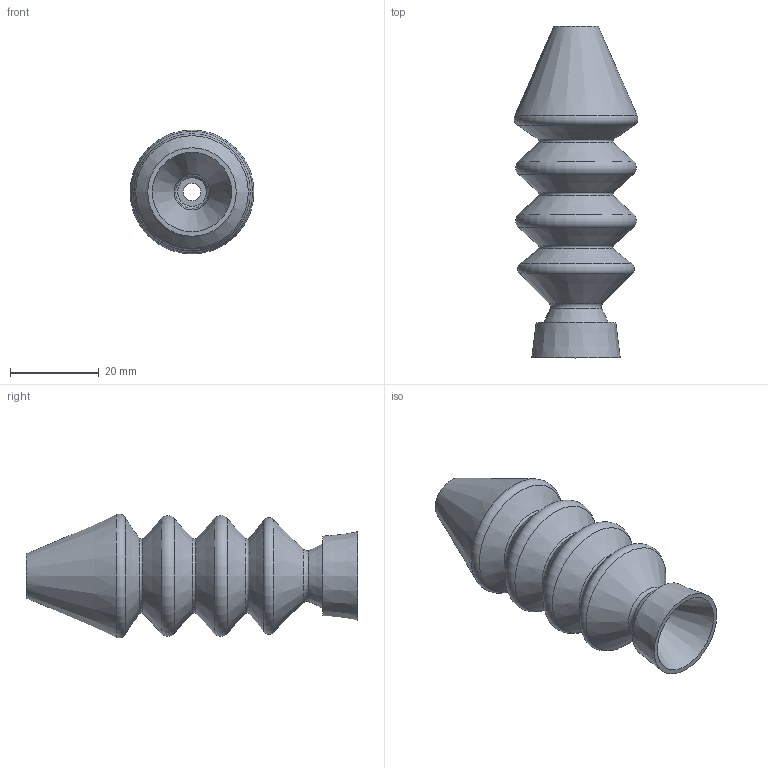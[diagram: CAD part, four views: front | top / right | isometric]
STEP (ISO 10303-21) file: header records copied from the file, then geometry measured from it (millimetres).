
FILE_DESCRIPTION(/* description */ (''),/* implementation_level */ '2;1');
FILE_NAME(/* name */ 'vf20-5sh30cn.stp',/* time_stamp */ '2020-11-02T10:01:36+01:00',/* author */ ('enginyeria'),/* organization */ (''),/* preprocessor_version */ 'ST-DEVELOPER v17.2',/* originating_system */ 'Autodesk Inventor 2019',/* authorisation */ '');
FILE_SCHEMA (('CONFIG_CONTROL_DESIGN'));
Length unit declared in the file: millimetre
Products named in the file (1): Pieza12
Bounding box: 27.99 x 75 x 27.99 mm (x, y, z)
Volume: 11280.9 mm3; surface area: 10862.1 mm2
Topology: 1 solids, 1 shells, 41 faces, 151 edges, 114 vertices
Faces by surface type: cone 19, torus 16, plane 4, cylinder 2
Full cylindrical faces by diameter (mm): 4 x1, 6.5 x1
Entity records: 1800 total; most frequent: DIRECTION 365, CARTESIAN_POINT 307, ORIENTED_EDGE 302, AXIS2_PLACEMENT_3D 172, EDGE_CURVE 151, CIRCLE 130, VERTEX_POINT 114, EDGE_LOOP 45
